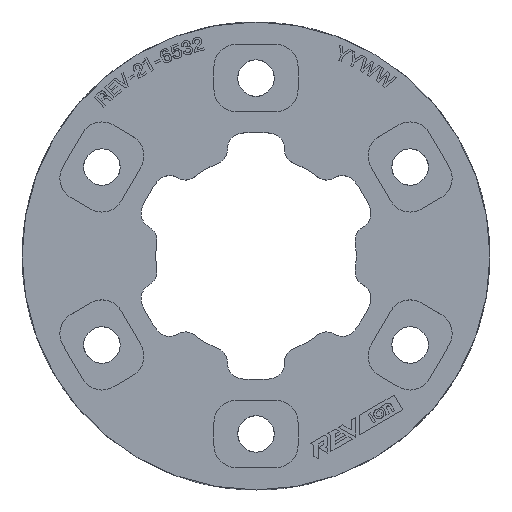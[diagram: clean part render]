
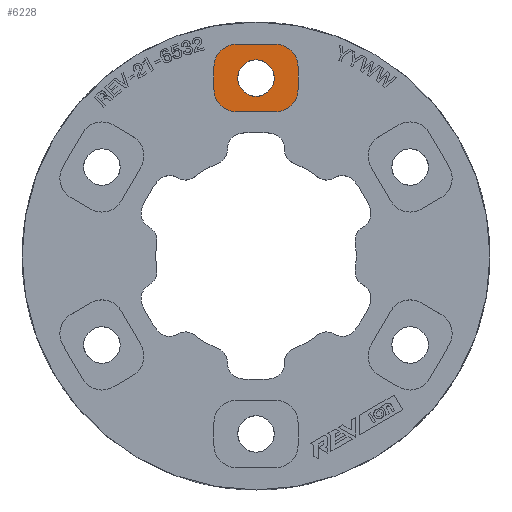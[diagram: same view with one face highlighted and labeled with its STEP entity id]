
A CAD part, top view. The second image highlights one B-rep face of the part: STEP entity #6228.
In plain terms, the highlighted planar face has unit normal (0, 0, 1).
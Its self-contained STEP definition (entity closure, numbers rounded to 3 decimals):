
#86 = CIRCLE ( 'NONE', #14368, 2.6 ) ;
#180 = VECTOR ( 'NONE', #12584, 1000. ) ;
#183 = AXIS2_PLACEMENT_3D ( 'NONE', #2841, #15094, #10877 ) ;
#633 = FACE_BOUND ( 'NONE', #5553, .T. ) ;
#741 = DIRECTION ( 'NONE',  ( 0., 0., 1. ) ) ;
#889 = CARTESIAN_POINT ( 'NONE',  ( 2.786, 27.008, -3. ) ) ;
#893 = DIRECTION ( 'NONE',  ( 0., -1., 0. ) ) ;
#1183 = ORIENTED_EDGE ( 'NONE', *, *, #1480, .T. ) ;
#1478 = EDGE_CURVE ( 'NONE', #23293, #9894, #16613, .T. ) ;
#1480 = EDGE_CURVE ( 'NONE', #6328, #25607, #22364, .T. ) ;
#1531 = EDGE_LOOP ( 'NONE', ( #24787, #1183, #2632, #17130, #11611, #21929, #24855, #2067 ) ) ;
#1970 = EDGE_CURVE ( 'NONE', #4215, #6328, #7336, .T. ) ;
#2067 = ORIENTED_EDGE ( 'NONE', *, *, #20339, .T. ) ;
#2347 = DIRECTION ( 'NONE',  ( -1., 0., 0. ) ) ;
#2632 = ORIENTED_EDGE ( 'NONE', *, *, #20561, .T. ) ;
#2841 = CARTESIAN_POINT ( 'NONE',  ( 2.786, 27.008, -3. ) ) ;
#4215 = VERTEX_POINT ( 'NONE', #9505 ) ;
#4330 = CARTESIAN_POINT ( 'NONE',  ( 2.786, 30.225, -3. ) ) ;
#4452 = DIRECTION ( 'NONE',  ( 0., 0., -1. ) ) ;
#4950 = LINE ( 'NONE', #12966, #12783 ) ;
#5553 = EDGE_LOOP ( 'NONE', ( #17438, #6629 ) ) ;
#6228 = ADVANCED_FACE ( 'NONE', ( #18936, #633 ), #22486, .F. ) ;
#6237 = DIRECTION ( 'NONE',  ( 0.5, -0.866, 0. ) ) ;
#6328 = VERTEX_POINT ( 'NONE', #7207 ) ;
#6514 = VECTOR ( 'NONE', #2347, 1000. ) ;
#6616 = CARTESIAN_POINT ( 'NONE',  ( 2.786, 20.575, -3. ) ) ;
#6629 = ORIENTED_EDGE ( 'NONE', *, *, #7475, .F. ) ;
#6782 = LINE ( 'NONE', #14297, #180 ) ;
#6916 = DIRECTION ( 'NONE',  ( 0., 0., 1. ) ) ;
#7026 = DIRECTION ( 'NONE',  ( 0.5, -0.866, 0. ) ) ;
#7169 = DIRECTION ( 'NONE',  ( 0., 1., 0. ) ) ;
#7207 = CARTESIAN_POINT ( 'NONE',  ( 2.786, 30.225, -3. ) ) ;
#7336 = CIRCLE ( 'NONE', #183, 3.217 ) ;
#7475 = EDGE_CURVE ( 'NONE', #8999, #20831, #86, .T. ) ;
#8259 = AXIS2_PLACEMENT_3D ( 'NONE', #889, #4452, #10636 ) ;
#8966 = CARTESIAN_POINT ( 'NONE',  ( -6.002, 23.792, -3. ) ) ;
#8999 = VERTEX_POINT ( 'NONE', #25403 ) ;
#9505 = CARTESIAN_POINT ( 'NONE',  ( 6.002, 27.008, -3. ) ) ;
#9754 = EDGE_CURVE ( 'NONE', #15407, #11540, #10270, .T. ) ;
#9894 = VERTEX_POINT ( 'NONE', #10032 ) ;
#10032 = CARTESIAN_POINT ( 'NONE',  ( -2.786, 20.575, -3. ) ) ;
#10270 = CIRCLE ( 'NONE', #19950, 3.217 ) ;
#10553 = VERTEX_POINT ( 'NONE', #13629 ) ;
#10636 = DIRECTION ( 'NONE',  ( -0.5, 0.866, 0. ) ) ;
#10744 = DIRECTION ( 'NONE',  ( -1., 0., 0. ) ) ;
#10877 = DIRECTION ( 'NONE',  ( -0.5, 0.866, 0. ) ) ;
#11040 = CARTESIAN_POINT ( 'NONE',  ( 6.002, 23.792, -3. ) ) ;
#11540 = VERTEX_POINT ( 'NONE', #11040 ) ;
#11611 = ORIENTED_EDGE ( 'NONE', *, *, #1478, .T. ) ;
#12455 = CIRCLE ( 'NONE', #22544, 2.6 ) ;
#12584 = DIRECTION ( 'NONE',  ( 1., 0., 0. ) ) ;
#12621 = CARTESIAN_POINT ( 'NONE',  ( -2.6, 25.4, -3. ) ) ;
#12630 = CARTESIAN_POINT ( 'NONE',  ( -2.786, 23.792, -3. ) ) ;
#12783 = VECTOR ( 'NONE', #7169, 1000. ) ;
#12966 = CARTESIAN_POINT ( 'NONE',  ( 6.002, 27.008, -3. ) ) ;
#13158 = EDGE_CURVE ( 'NONE', #10553, #23293, #16832, .T. ) ;
#13366 = CARTESIAN_POINT ( 'NONE',  ( -2.786, 30.225, -3. ) ) ;
#13629 = CARTESIAN_POINT ( 'NONE',  ( -6.002, 27.008, -3. ) ) ;
#14297 = CARTESIAN_POINT ( 'NONE',  ( -2.786, 20.575, -3. ) ) ;
#14301 = CARTESIAN_POINT ( 'NONE',  ( 0., 25.4, -3. ) ) ;
#14350 = EDGE_CURVE ( 'NONE', #20831, #8999, #12455, .T. ) ;
#14368 = AXIS2_PLACEMENT_3D ( 'NONE', #14301, #741, #10744 ) ;
#14734 = DIRECTION ( 'NONE',  ( 0., 0., 1. ) ) ;
#15094 = DIRECTION ( 'NONE',  ( 0., 0., 1. ) ) ;
#15407 = VERTEX_POINT ( 'NONE', #6616 ) ;
#16567 = CIRCLE ( 'NONE', #19919, 3.217 ) ;
#16613 = CIRCLE ( 'NONE', #17465, 3.217 ) ;
#16832 = LINE ( 'NONE', #19207, #18728 ) ;
#16904 = DIRECTION ( 'NONE',  ( 0., 0., 1. ) ) ;
#17130 = ORIENTED_EDGE ( 'NONE', *, *, #13158, .T. ) ;
#17438 = ORIENTED_EDGE ( 'NONE', *, *, #14350, .F. ) ;
#17465 = AXIS2_PLACEMENT_3D ( 'NONE', #12630, #14734, #22757 ) ;
#18471 = DIRECTION ( 'NONE',  ( 0., 0., 1. ) ) ;
#18728 = VECTOR ( 'NONE', #893, 1000. ) ;
#18936 = FACE_OUTER_BOUND ( 'NONE', #1531, .T. ) ;
#19207 = CARTESIAN_POINT ( 'NONE',  ( -6.002, 23.792, -3. ) ) ;
#19919 = AXIS2_PLACEMENT_3D ( 'NONE', #24663, #18471, #6237 ) ;
#19950 = AXIS2_PLACEMENT_3D ( 'NONE', #21374, #16904, #7026 ) ;
#20339 = EDGE_CURVE ( 'NONE', #11540, #4215, #4950, .T. ) ;
#20561 = EDGE_CURVE ( 'NONE', #25607, #10553, #16567, .T. ) ;
#20831 = VERTEX_POINT ( 'NONE', #12621 ) ;
#20887 = DIRECTION ( 'NONE',  ( -1., 0., 0. ) ) ;
#21220 = EDGE_CURVE ( 'NONE', #9894, #15407, #6782, .T. ) ;
#21374 = CARTESIAN_POINT ( 'NONE',  ( 2.786, 23.792, -3. ) ) ;
#21929 = ORIENTED_EDGE ( 'NONE', *, *, #21220, .T. ) ;
#22364 = LINE ( 'NONE', #4330, #6514 ) ;
#22486 = PLANE ( 'NONE',  #8259 ) ;
#22544 = AXIS2_PLACEMENT_3D ( 'NONE', #22715, #6916, #20887 ) ;
#22715 = CARTESIAN_POINT ( 'NONE',  ( 0., 25.4, -3. ) ) ;
#22757 = DIRECTION ( 'NONE',  ( 0.5, -0.866, 0. ) ) ;
#23293 = VERTEX_POINT ( 'NONE', #8966 ) ;
#24663 = CARTESIAN_POINT ( 'NONE',  ( -2.786, 27.008, -3. ) ) ;
#24787 = ORIENTED_EDGE ( 'NONE', *, *, #1970, .T. ) ;
#24855 = ORIENTED_EDGE ( 'NONE', *, *, #9754, .T. ) ;
#25403 = CARTESIAN_POINT ( 'NONE',  ( 2.6, 25.4, -3. ) ) ;
#25607 = VERTEX_POINT ( 'NONE', #13366 ) ;
